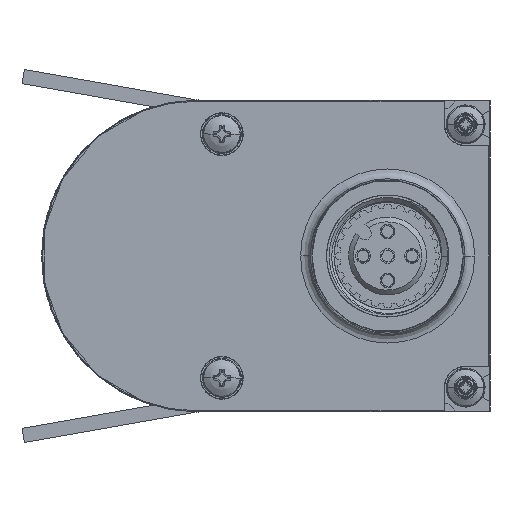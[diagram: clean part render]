
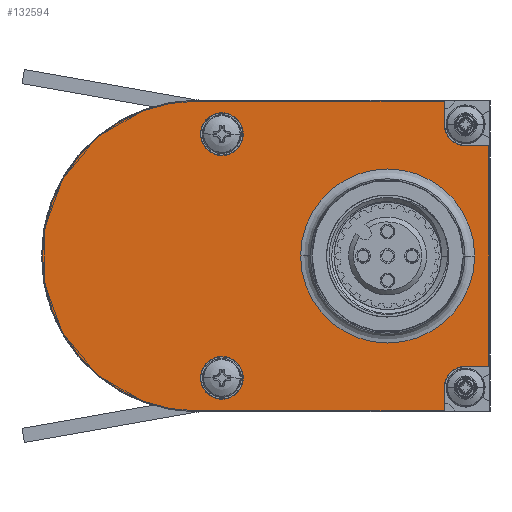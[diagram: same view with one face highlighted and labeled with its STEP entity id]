
A CAD part, left-side view. The second image highlights one B-rep face of the part: STEP entity #132594.
In plain terms, the highlighted planar face has unit normal (-1, 0, 0).
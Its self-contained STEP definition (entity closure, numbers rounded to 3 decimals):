
#67277=CARTESIAN_POINT('',(-572.,30.,0.));
#67278=DIRECTION('',(-1.,0.,0.));
#67279=DIRECTION('',(0.,0.,1.));
#67280=AXIS2_PLACEMENT_3D('',#67277,#67278,#67279);
#67282=DIRECTION('',(0.,1.,0.));
#67283=VECTOR('',#67282,25.3);
#67284=CARTESIAN_POINT('',(-572.,4.7,15.895));
#67285=LINE('',#67284,#67283);
#67286=DIRECTION('',(0.,0.,-1.));
#67287=VECTOR('',#67286,2.395);
#67288=CARTESIAN_POINT('',(-572.,4.7,15.895));
#67289=LINE('',#67288,#67287);
#67290=CARTESIAN_POINT('',(-572.,2.5,13.5));
#67291=DIRECTION('',(-1.,0.,0.));
#67292=DIRECTION('',(0.,1.,0.));
#67293=AXIS2_PLACEMENT_3D('',#67290,#67291,#67292);
#67295=DIRECTION('',(0.,1.,0.));
#67296=VECTOR('',#67295,2.395);
#67297=CARTESIAN_POINT('',(-572.,0.105,11.3));
#67298=LINE('',#67297,#67296);
#67299=DIRECTION('',(0.,0.,1.));
#67300=VECTOR('',#67299,22.6);
#67301=CARTESIAN_POINT('',(-572.,0.105,-11.3));
#67302=LINE('',#67301,#67300);
#67303=DIRECTION('',(0.,1.,0.));
#67304=VECTOR('',#67303,2.395);
#67305=CARTESIAN_POINT('',(-572.,0.105,-11.3));
#67306=LINE('',#67305,#67304);
#67307=CARTESIAN_POINT('',(-572.,2.5,-13.5));
#67308=DIRECTION('',(-1.,0.,0.));
#67309=DIRECTION('',(0.,0.,1.));
#67310=AXIS2_PLACEMENT_3D('',#67307,#67308,#67309);
#67312=DIRECTION('',(0.,0.,1.));
#67313=VECTOR('',#67312,2.395);
#67314=CARTESIAN_POINT('',(-572.,4.7,-15.895));
#67315=LINE('',#67314,#67313);
#67316=DIRECTION('',(0.,1.,0.));
#67317=VECTOR('',#67316,25.3);
#67318=CARTESIAN_POINT('',(-572.,4.7,-15.895));
#67319=LINE('',#67318,#67317);
#67320=CARTESIAN_POINT('',(-572.,27.5,12.5));
#67321=DIRECTION('',(-1.,0.,0.));
#67322=DIRECTION('',(0.,0.,1.));
#67323=AXIS2_PLACEMENT_3D('',#67320,#67321,#67322);
#67325=CARTESIAN_POINT('',(-572.,27.5,12.5));
#67326=DIRECTION('',(-1.,0.,0.));
#67327=DIRECTION('',(0.,0.,-1.));
#67328=AXIS2_PLACEMENT_3D('',#67325,#67326,#67327);
#67330=CARTESIAN_POINT('',(-572.,27.5,-12.5));
#67331=DIRECTION('',(-1.,0.,0.));
#67332=DIRECTION('',(0.,0.,1.));
#67333=AXIS2_PLACEMENT_3D('',#67330,#67331,#67332);
#67335=CARTESIAN_POINT('',(-572.,27.5,-12.5));
#67336=DIRECTION('',(-1.,0.,0.));
#67337=DIRECTION('',(0.,0.,-1.));
#67338=AXIS2_PLACEMENT_3D('',#67335,#67336,#67337);
#67340=CARTESIAN_POINT('',(-572.,10.5,0.));
#67341=DIRECTION('',(-1.,0.,0.));
#67342=DIRECTION('',(0.,1.,0.));
#67343=AXIS2_PLACEMENT_3D('',#67340,#67341,#67342);
#67345=CARTESIAN_POINT('',(-572.,10.5,0.));
#67346=DIRECTION('',(-1.,0.,0.));
#67347=DIRECTION('',(0.,-1.,0.));
#67348=AXIS2_PLACEMENT_3D('',#67345,#67346,#67347);
#95307=CARTESIAN_POINT('',(-572.,30.,15.895));
#95309=VERTEX_POINT('',#95307);
#95311=CARTESIAN_POINT('',(-572.,30.,-15.895));
#95313=VERTEX_POINT('',#95311);
#95322=CARTESIAN_POINT('',(-572.,27.5,14.7));
#95323=CARTESIAN_POINT('',(-572.,27.5,10.3));
#95324=VERTEX_POINT('',#95322);
#95325=VERTEX_POINT('',#95323);
#95326=CARTESIAN_POINT('',(-572.,27.5,-10.3));
#95327=CARTESIAN_POINT('',(-572.,27.5,-14.7));
#95328=VERTEX_POINT('',#95326);
#95329=VERTEX_POINT('',#95327);
#95384=CARTESIAN_POINT('',(-572.,19.425,0.));
#95385=CARTESIAN_POINT('',(-572.,1.575,0.));
#95386=VERTEX_POINT('',#95384);
#95387=VERTEX_POINT('',#95385);
#95408=CARTESIAN_POINT('',(-572.,4.7,13.5));
#95409=CARTESIAN_POINT('',(-572.,2.5,11.3));
#95410=VERTEX_POINT('',#95408);
#95411=VERTEX_POINT('',#95409);
#95412=CARTESIAN_POINT('',(-572.,2.5,-11.3));
#95413=CARTESIAN_POINT('',(-572.,4.7,-13.5));
#95414=VERTEX_POINT('',#95412);
#95415=VERTEX_POINT('',#95413);
#95416=CARTESIAN_POINT('',(-572.,4.7,15.895));
#95417=VERTEX_POINT('',#95416);
#95418=CARTESIAN_POINT('',(-572.,0.105,11.3));
#95419=VERTEX_POINT('',#95418);
#95420=CARTESIAN_POINT('',(-572.,0.105,-11.3));
#95421=VERTEX_POINT('',#95420);
#95422=CARTESIAN_POINT('',(-572.,4.7,-15.895));
#95423=VERTEX_POINT('',#95422);
#132553=CARTESIAN_POINT('',(-572.,30.,0.));
#132554=DIRECTION('',(-1.,0.,0.));
#132555=DIRECTION('',(0.,0.,1.));
#132556=AXIS2_PLACEMENT_3D('',#132553,#132554,#132555);
#132557=PLANE('',#132556);
#132558=ORIENTED_EDGE('',*,*,#132545,.F.);
#132559=ORIENTED_EDGE('',*,*,#106912,.F.);
#132561=ORIENTED_EDGE('',*,*,#132560,.T.);
#132563=ORIENTED_EDGE('',*,*,#132562,.T.);
#132565=ORIENTED_EDGE('',*,*,#132564,.F.);
#132566=ORIENTED_EDGE('',*,*,#106844,.F.);
#132568=ORIENTED_EDGE('',*,*,#132567,.T.);
#132570=ORIENTED_EDGE('',*,*,#132569,.T.);
#132572=ORIENTED_EDGE('',*,*,#132571,.F.);
#132573=ORIENTED_EDGE('',*,*,#107232,.T.);
#132574=EDGE_LOOP('',(#132558,#132559,#132561,#132563,#132565,#132566,#132568,
#132570,#132572,#132573));
#132575=FACE_OUTER_BOUND('',#132574,.F.);
#132577=ORIENTED_EDGE('',*,*,#132576,.T.);
#132579=ORIENTED_EDGE('',*,*,#132578,.T.);
#132580=EDGE_LOOP('',(#132577,#132579));
#132581=FACE_BOUND('',#132580,.F.);
#132583=ORIENTED_EDGE('',*,*,#132582,.T.);
#132585=ORIENTED_EDGE('',*,*,#132584,.T.);
#132586=EDGE_LOOP('',(#132583,#132585));
#132587=FACE_BOUND('',#132586,.F.);
#132589=ORIENTED_EDGE('',*,*,#132588,.T.);
#132591=ORIENTED_EDGE('',*,*,#132590,.T.);
#132592=EDGE_LOOP('',(#132589,#132591));
#132593=FACE_BOUND('',#132592,.F.);
#132594=ADVANCED_FACE('',(#132575,#132581,#132587,#132593),#132557,.T.);
#67281=CIRCLE('',#67280,15.895);
#67294=CIRCLE('',#67293,2.2);
#67311=CIRCLE('',#67310,2.2);
#67324=CIRCLE('',#67323,2.2);
#67329=CIRCLE('',#67328,2.2);
#67334=CIRCLE('',#67333,2.2);
#67339=CIRCLE('',#67338,2.2);
#67344=CIRCLE('',#67343,8.925);
#67349=CIRCLE('',#67348,8.925);
#106844=EDGE_CURVE('',#95421,#95419,#67302,.T.);
#106912=EDGE_CURVE('',#95417,#95309,#67285,.T.);
#107232=EDGE_CURVE('',#95423,#95313,#67319,.T.);
#132545=EDGE_CURVE('',#95309,#95313,#67281,.T.);
#132560=EDGE_CURVE('',#95417,#95410,#67289,.T.);
#132562=EDGE_CURVE('',#95410,#95411,#67294,.T.);
#132564=EDGE_CURVE('',#95419,#95411,#67298,.T.);
#132567=EDGE_CURVE('',#95421,#95414,#67306,.T.);
#132569=EDGE_CURVE('',#95414,#95415,#67311,.T.);
#132571=EDGE_CURVE('',#95423,#95415,#67315,.T.);
#132576=EDGE_CURVE('',#95324,#95325,#67324,.T.);
#132578=EDGE_CURVE('',#95325,#95324,#67329,.T.);
#132582=EDGE_CURVE('',#95328,#95329,#67334,.T.);
#132584=EDGE_CURVE('',#95329,#95328,#67339,.T.);
#132588=EDGE_CURVE('',#95386,#95387,#67344,.T.);
#132590=EDGE_CURVE('',#95387,#95386,#67349,.T.);
